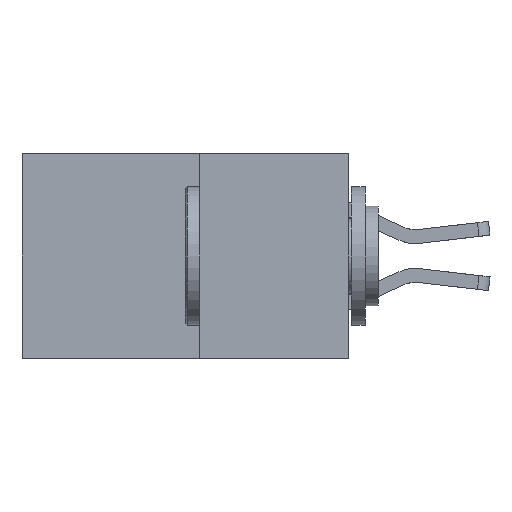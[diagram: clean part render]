
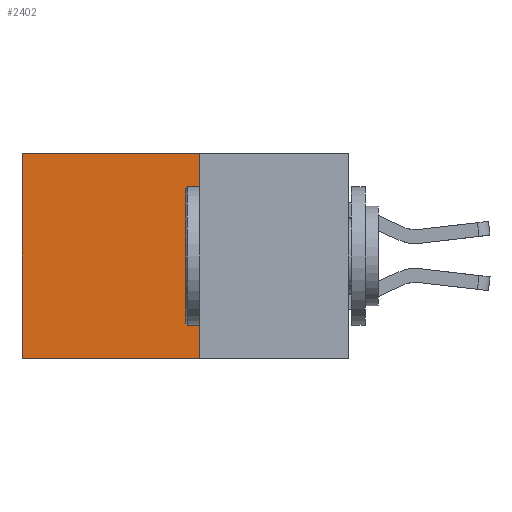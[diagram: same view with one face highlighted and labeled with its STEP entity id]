
A CAD part, left-side view. The second image highlights one B-rep face of the part: STEP entity #2402.
In plain terms, the highlighted planar face has unit normal (-1, 0, 0).
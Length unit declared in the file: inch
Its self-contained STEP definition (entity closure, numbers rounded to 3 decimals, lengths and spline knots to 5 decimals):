
#363 = DIRECTION ( 'NONE',  ( 0., 0., -1. ) ) ;
#435 = LINE ( 'NONE', #3168, #8084 ) ;
#809 = VERTEX_POINT ( 'NONE', #7503 ) ;
#1039 = ORIENTED_EDGE ( 'NONE', *, *, #8213, .T. ) ;
#1098 = CARTESIAN_POINT ( 'NONE',  ( 0.277, 0.27, -0.37 ) ) ;
#1181 = DIRECTION ( 'NONE',  ( 0., 0., -1. ) ) ;
#1996 = EDGE_CURVE ( 'NONE', #809, #6839, #435, .T. ) ;
#2261 = VECTOR ( 'NONE', #363, 39.37008 ) ;
#2402 = ADVANCED_FACE ( 'NONE', ( #8803 ), #8889, .F. ) ;
#2930 = DIRECTION ( 'NONE',  ( 0., 1., 0. ) ) ;
#3168 = CARTESIAN_POINT ( 'NONE',  ( 0.277, 0.27, 0. ) ) ;
#3731 = DIRECTION ( 'NONE',  ( 0., 0., -1. ) ) ;
#4119 = CARTESIAN_POINT ( 'NONE',  ( 0.277, 0.27, -0.37 ) ) ;
#4144 = ORIENTED_EDGE ( 'NONE', *, *, #6720, .F. ) ;
#4331 = EDGE_CURVE ( 'NONE', #4650, #5703, #5379, .T. ) ;
#4343 = LINE ( 'NONE', #1098, #2261 ) ;
#4650 = VERTEX_POINT ( 'NONE', #4119 ) ;
#4822 = LINE ( 'NONE', #8049, #6606 ) ;
#5093 = CARTESIAN_POINT ( 'NONE',  ( 0.277, 0.59, 0. ) ) ;
#5379 = LINE ( 'NONE', #6015, #9210 ) ;
#5485 = ORIENTED_EDGE ( 'NONE', *, *, #4331, .F. ) ;
#5538 = DIRECTION ( 'NONE',  ( 1., 0., 0. ) ) ;
#5703 = VERTEX_POINT ( 'NONE', #7572 ) ;
#5726 = ORIENTED_EDGE ( 'NONE', *, *, #1996, .T. ) ;
#6015 = CARTESIAN_POINT ( 'NONE',  ( 0.277, 0.27, -0.37 ) ) ;
#6545 = AXIS2_PLACEMENT_3D ( 'NONE', #9489, #5538, #3731 ) ;
#6606 = VECTOR ( 'NONE', #1181, 39.37008 ) ;
#6720 = EDGE_CURVE ( 'NONE', #809, #4650, #4343, .T. ) ;
#6839 = VERTEX_POINT ( 'NONE', #5093 ) ;
#7503 = CARTESIAN_POINT ( 'NONE',  ( 0.277, 0.27, 0. ) ) ;
#7572 = CARTESIAN_POINT ( 'NONE',  ( 0.277, 0.59, -0.37 ) ) ;
#7806 = DIRECTION ( 'NONE',  ( 0., 1., 0. ) ) ;
#8049 = CARTESIAN_POINT ( 'NONE',  ( 0.277, 0.59, -0.37 ) ) ;
#8084 = VECTOR ( 'NONE', #7806, 39.37008 ) ;
#8213 = EDGE_CURVE ( 'NONE', #6839, #5703, #4822, .T. ) ;
#8468 = EDGE_LOOP ( 'NONE', ( #1039, #5485, #4144, #5726 ) ) ;
#8803 = FACE_OUTER_BOUND ( 'NONE', #8468, .T. ) ;
#8889 = PLANE ( 'NONE',  #6545 ) ;
#9210 = VECTOR ( 'NONE', #2930, 39.37008 ) ;
#9489 = CARTESIAN_POINT ( 'NONE',  ( 0.277, 0.27, -0.37 ) ) ;
